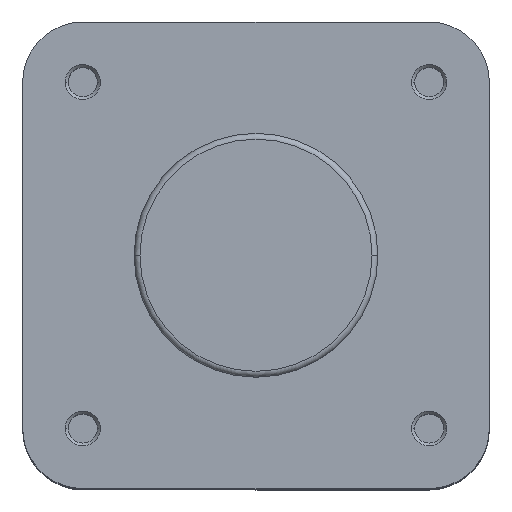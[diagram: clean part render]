
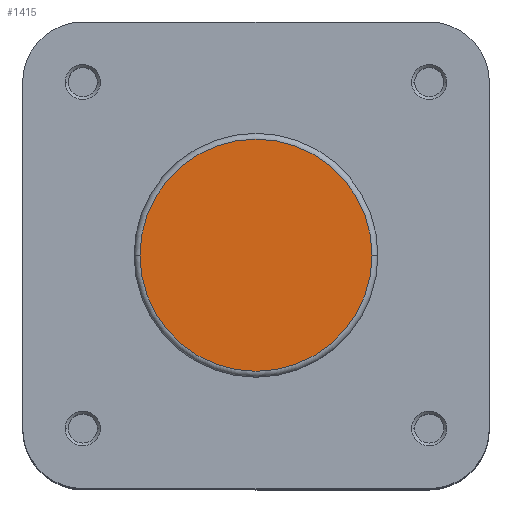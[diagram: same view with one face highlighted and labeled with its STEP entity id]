
A CAD part, top view. The second image highlights one B-rep face of the part: STEP entity #1415.
In plain terms, the highlighted planar face has unit normal (0, 0, 1).
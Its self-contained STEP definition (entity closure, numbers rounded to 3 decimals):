
#110 = AXIS2_PLACEMENT_3D ( 'NONE', #3083, #3092, #3093 ) ;
#207 = AXIS2_PLACEMENT_3D ( 'NONE', #2992, #2999, #3000 ) ;
#410 = AXIS2_PLACEMENT_3D ( 'NONE', #4429, #4424, #4422 ) ;
#575 = EDGE_CURVE ( 'NONE', #2475, #2702, #1532, .T. ) ;
#824 = EDGE_CURVE ( 'NONE', #2702, #2475, #1763, .T. ) ;
#1316 = EDGE_LOOP ( 'NONE', ( #5111, #5071 ) ) ;
#1415 = ADVANCED_FACE ( 'NONE', ( #1816 ), #3084, .F. ) ;
#1532 = CIRCLE ( 'NONE', #410, 19.9 ) ;
#1763 = CIRCLE ( 'NONE', #207, 19.9 ) ;
#1816 = FACE_OUTER_BOUND ( 'NONE', #1316, .T. ) ;
#2475 = VERTEX_POINT ( 'NONE', #3890 ) ;
#2702 = VERTEX_POINT ( 'NONE', #3944 ) ;
#2992 = CARTESIAN_POINT ( 'NONE',  ( 0., 0., 0. ) ) ;
#2999 = DIRECTION ( 'NONE',  ( 0., 0., 1. ) ) ;
#3000 = DIRECTION ( 'NONE',  ( -1., 0., 0. ) ) ;
#3083 = CARTESIAN_POINT ( 'NONE',  ( 0., 20.9, 0. ) ) ;
#3084 = PLANE ( 'NONE',  #110 ) ;
#3092 = DIRECTION ( 'NONE',  ( 0., 0., -1. ) ) ;
#3093 = DIRECTION ( 'NONE',  ( -1., 0., 0. ) ) ;
#3890 = CARTESIAN_POINT ( 'NONE',  ( 19.9, 0., 0. ) ) ;
#3944 = CARTESIAN_POINT ( 'NONE',  ( -19.9, 0., 0. ) ) ;
#4422 = DIRECTION ( 'NONE',  ( -1., 0., 0. ) ) ;
#4424 = DIRECTION ( 'NONE',  ( 0., 0., 1. ) ) ;
#4429 = CARTESIAN_POINT ( 'NONE',  ( 0., 0., 0. ) ) ;
#5071 = ORIENTED_EDGE ( 'NONE', *, *, #575, .T. ) ;
#5111 = ORIENTED_EDGE ( 'NONE', *, *, #824, .T. ) ;
